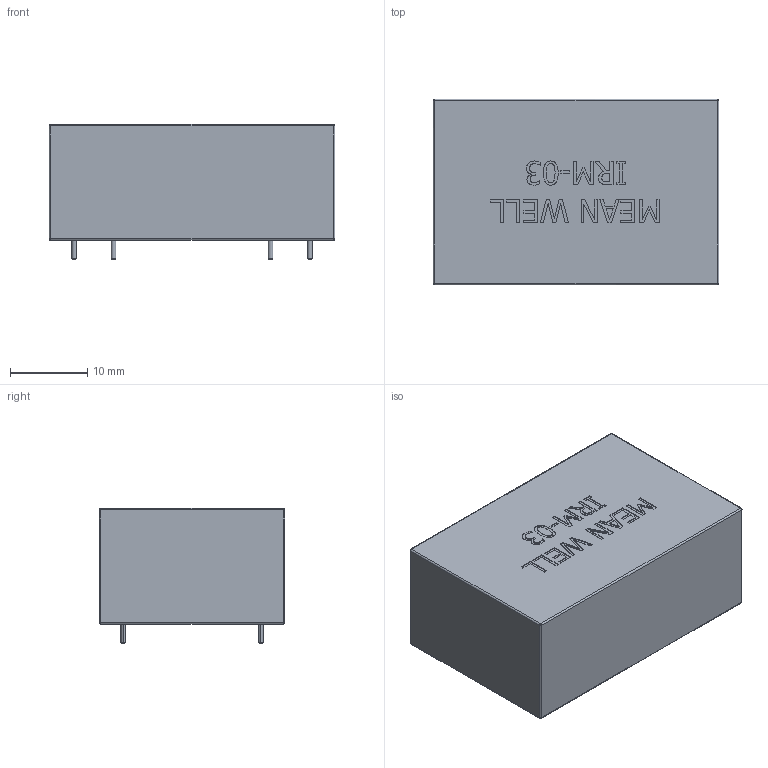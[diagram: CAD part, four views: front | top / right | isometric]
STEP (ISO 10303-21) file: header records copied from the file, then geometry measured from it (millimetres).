
FILE_DESCRIPTION (( 'STEP AP214' ), '1' );
FILE_NAME ('User Library-IRM-03.STEP', '2021-05-17T10:26:07', ( '' ), ( '' ), 'SwSTEP 2.0', 'SolidWorks 2020', '' );
FILE_SCHEMA (( 'AUTOMOTIVE_DESIGN' ));
Length unit declared in the file: millimetre
Products named in the file (1): User Library-IRM-03
Bounding box: 37 x 24 x 17.5 mm (x, y, z)
Volume: 13285.4 mm3; surface area: 3650.3 mm2
Topology: 1 solids, 1 shells, 255 faces, 673 edges, 428 vertices
Faces by surface type: plane 161, bspline 58, cylinder 26, cone 10
Entity records: 10804 total; most frequent: CARTESIAN_POINT 2147, ORIENTED_EDGE 1314, DIRECTION 1071, EDGE_CURVE 657, LINE 479, VECTOR 479, VERTEX_POINT 428, AXIS2_PLACEMENT_3D 296
